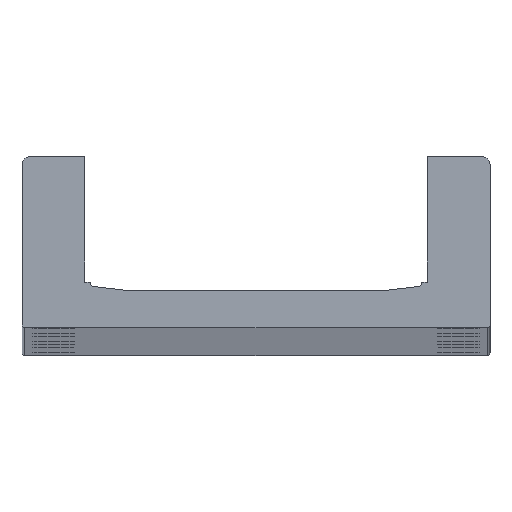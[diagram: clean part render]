
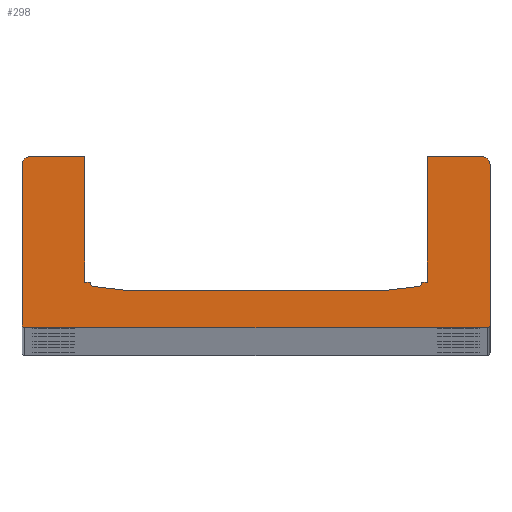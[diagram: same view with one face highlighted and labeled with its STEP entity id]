
A CAD part, top view. The second image highlights one B-rep face of the part: STEP entity #298.
In plain terms, the highlighted planar face has unit normal (0, 0, 1).
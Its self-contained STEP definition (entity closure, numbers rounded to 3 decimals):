
#298=ADVANCED_FACE('',(#837),#838,.T.);
#837=FACE_OUTER_BOUND('',#1409,.T.);
#838=PLANE('',#1410);
#1409=EDGE_LOOP('',(#3175,#3176,#3177,#3178,#3179,#3180,#3181,#3182,#3183,#3184,#3185,#3186,#3187,#3188,#3189,#3190,#3191,#3192,#3193,#3194));
#1410=AXIS2_PLACEMENT_3D('',#3195,#3196,#3197);
#3175=ORIENTED_EDGE('',*,*,#3847,.T.);
#3176=ORIENTED_EDGE('',*,*,#3851,.F.);
#3177=ORIENTED_EDGE('',*,*,#3852,.F.);
#3178=ORIENTED_EDGE('',*,*,#3853,.F.);
#3179=ORIENTED_EDGE('',*,*,#3854,.F.);
#3180=ORIENTED_EDGE('',*,*,#3855,.F.);
#3181=ORIENTED_EDGE('',*,*,#3856,.F.);
#3182=ORIENTED_EDGE('',*,*,#3857,.F.);
#3183=ORIENTED_EDGE('',*,*,#3832,.T.);
#3184=ORIENTED_EDGE('',*,*,#3836,.T.);
#3185=ORIENTED_EDGE('',*,*,#3839,.F.);
#3186=ORIENTED_EDGE('',*,*,#3842,.T.);
#3187=ORIENTED_EDGE('',*,*,#3844,.F.);
#3188=ORIENTED_EDGE('',*,*,#3823,.F.);
#3189=ORIENTED_EDGE('',*,*,#3821,.T.);
#3190=ORIENTED_EDGE('',*,*,#3846,.F.);
#3191=ORIENTED_EDGE('',*,*,#3828,.T.);
#3192=ORIENTED_EDGE('',*,*,#3858,.F.);
#3193=ORIENTED_EDGE('',*,*,#3859,.T.);
#3194=ORIENTED_EDGE('',*,*,#3860,.F.);
#3195=CARTESIAN_POINT('',(54.311,21.439,6000.0));
#3196=DIRECTION('',(0.0,0.0,1.0));
#3197=DIRECTION('',(1.0,0.0,0.0));
#3821=EDGE_CURVE('',#4654,#4652,#4655,.T.);
#3823=EDGE_CURVE('',#4654,#4657,#4658,.T.);
#3828=EDGE_CURVE('',#4667,#4665,#4668,.T.);
#3832=EDGE_CURVE('',#4675,#4673,#4676,.T.);
#3836=EDGE_CURVE('',#4673,#4680,#4682,.T.);
#3839=EDGE_CURVE('',#4685,#4680,#4687,.T.);
#3842=EDGE_CURVE('',#4685,#4690,#4692,.T.);
#3844=EDGE_CURVE('',#4657,#4690,#4694,.T.);
#3846=EDGE_CURVE('',#4667,#4652,#4696,.T.);
#3847=EDGE_CURVE('',#4697,#4698,#4699,.T.);
#3851=EDGE_CURVE('',#4705,#4698,#4706,.T.);
#3852=EDGE_CURVE('',#4707,#4705,#4708,.T.);
#3853=EDGE_CURVE('',#4709,#4707,#4710,.T.);
#3854=EDGE_CURVE('',#4711,#4709,#4712,.T.);
#3855=EDGE_CURVE('',#4713,#4711,#4714,.T.);
#3856=EDGE_CURVE('',#4715,#4713,#4716,.T.);
#3857=EDGE_CURVE('',#4675,#4715,#4717,.T.);
#3858=EDGE_CURVE('',#4718,#4665,#4719,.T.);
#3859=EDGE_CURVE('',#4718,#4720,#4721,.T.);
#3860=EDGE_CURVE('',#4697,#4720,#4722,.T.);
#4652=VERTEX_POINT('',#5742);
#4654=VERTEX_POINT('',#5745);
#4655=CIRCLE('',#5746,3.0);
#4657=VERTEX_POINT('',#5749);
#4658=LINE('',#5750,#5751);
#4665=VERTEX_POINT('',#5760);
#4667=VERTEX_POINT('',#5763);
#4668=CIRCLE('',#5764,1.0);
#4673=VERTEX_POINT('',#5771);
#4675=VERTEX_POINT('',#5774);
#4676=LINE('',#5775,#5776);
#4680=VERTEX_POINT('',#5781);
#4682=CIRCLE('',#5784,1.0);
#4685=VERTEX_POINT('',#5788);
#4687=LINE('',#5791,#5792);
#4690=VERTEX_POINT('',#5796);
#4692=LINE('',#5799,#5800);
#4694=LINE('',#5803,#5804);
#4696=LINE('',#5807,#5808);
#4697=VERTEX_POINT('',#5809);
#4698=VERTEX_POINT('',#5810);
#4699=CIRCLE('',#5811,3.0);
#4705=VERTEX_POINT('',#5819);
#4706=LINE('',#5820,#5821);
#4707=VERTEX_POINT('',#5822);
#4708=LINE('',#5823,#5824);
#4709=VERTEX_POINT('',#5825);
#4710=LINE('',#5826,#5827);
#4711=VERTEX_POINT('',#5828);
#4712=LINE('',#5829,#5830);
#4713=VERTEX_POINT('',#5831);
#4714=CIRCLE('',#5832,1.0);
#4715=VERTEX_POINT('',#5833);
#4716=LINE('',#5834,#5835);
#4717=LINE('',#5836,#5837);
#4718=VERTEX_POINT('',#5838);
#4719=LINE('',#5839,#5840);
#4720=VERTEX_POINT('',#5841);
#4721=CIRCLE('',#5842,1.0);
#4722=LINE('',#5843,#5844);
#5742=CARTESIAN_POINT('',(-87.5,61.0,6000.0));
#5745=CARTESIAN_POINT('',(-84.5,64.0,6000.0));
#5746=AXIS2_PLACEMENT_3D('',#6903,#6904,#6905);
#5749=CARTESIAN_POINT('',(-64.0,64.0,6000.0));
#5750=CARTESIAN_POINT('',(-87.5,64.0,6000.0));
#5751=VECTOR('',#6907,1.0);
#5760=CARTESIAN_POINT('',(-86.5,0.,6000.0));
#5763=CARTESIAN_POINT('',(-87.5,1.0,6000.0));
#5764=AXIS2_PLACEMENT_3D('',#6914,#6915,#6916);
#5771=CARTESIAN_POINT('',(-61.115,15.398,6000.0));
#5774=CARTESIAN_POINT('',(-49.0,14.0,6000.0));
#5775=CARTESIAN_POINT('',(-49.0,14.0,6000.0));
#5776=VECTOR('',#6920,1.0);
#5781=CARTESIAN_POINT('',(-62.0,16.391,6000.0));
#5784=AXIS2_PLACEMENT_3D('',#6926,#6927,#6928);
#5788=CARTESIAN_POINT('',(-62.0,17.0,6000.0));
#5791=CARTESIAN_POINT('',(-62.0,17.0,6000.0));
#5792=VECTOR('',#6931,1.0);
#5796=CARTESIAN_POINT('',(-64.0,17.0,6000.0));
#5799=CARTESIAN_POINT('',(-62.0,17.0,6000.0));
#5800=VECTOR('',#6934,1.0);
#5803=CARTESIAN_POINT('',(-64.0,64.0,6000.0));
#5804=VECTOR('',#6936,1.0);
#5807=CARTESIAN_POINT('',(-87.5,0.0,6000.0));
#5808=VECTOR('',#6938,1.0);
#5809=CARTESIAN_POINT('',(87.5,61.0,6000.0));
#5810=CARTESIAN_POINT('',(84.5,64.0,6000.0));
#5811=AXIS2_PLACEMENT_3D('',#6939,#6940,#6941);
#5819=CARTESIAN_POINT('',(64.0,64.0,6000.0));
#5820=CARTESIAN_POINT('',(87.5,64.0,6000.0));
#5821=VECTOR('',#6947,1.0);
#5822=CARTESIAN_POINT('',(64.0,17.0,6000.0));
#5823=CARTESIAN_POINT('',(64.0,64.0,6000.0));
#5824=VECTOR('',#6948,1.0);
#5825=CARTESIAN_POINT('',(62.0,17.0,6000.0));
#5826=CARTESIAN_POINT('',(62.0,17.0,6000.0));
#5827=VECTOR('',#6949,1.0);
#5828=CARTESIAN_POINT('',(62.0,16.391,6000.0));
#5829=CARTESIAN_POINT('',(62.0,17.0,6000.0));
#5830=VECTOR('',#6950,1.0);
#5831=CARTESIAN_POINT('',(61.115,15.398,6000.0));
#5832=AXIS2_PLACEMENT_3D('',#6951,#6952,#6953);
#5833=CARTESIAN_POINT('',(49.0,14.0,6000.0));
#5834=CARTESIAN_POINT('',(49.0,14.0,6000.0));
#5835=VECTOR('',#6954,1.0);
#5836=CARTESIAN_POINT('',(-64.0,14.0,6000.0));
#5837=VECTOR('',#6955,1.0);
#5838=CARTESIAN_POINT('',(86.5,0.,6000.0));
#5839=CARTESIAN_POINT('',(0.0,0.0,6000.0));
#5840=VECTOR('',#6956,1.0);
#5841=CARTESIAN_POINT('',(87.5,1.0,6000.0));
#5842=AXIS2_PLACEMENT_3D('',#6957,#6958,#6959);
#5843=CARTESIAN_POINT('',(87.5,0.0,6000.0));
#5844=VECTOR('',#6960,1.0);
#6903=CARTESIAN_POINT('',(-84.5,61.0,6000.0));
#6904=DIRECTION('',(0.,0.0,1.0));
#6905=DIRECTION('',(-1.0,0.0,0.));
#6907=DIRECTION('',(1.0,0.0,0.));
#6914=CARTESIAN_POINT('',(-86.5,1.0,6000.0));
#6915=DIRECTION('',(0.,0.0,1.0));
#6916=DIRECTION('',(0.,-1.0,0.));
#6920=DIRECTION('',(-0.993,0.115,0.));
#6926=CARTESIAN_POINT('',(-61.0,16.391,6000.0));
#6927=DIRECTION('',(0.,0.0,-1.0));
#6928=DIRECTION('',(-1.0,0.0,0.));
#6931=DIRECTION('',(0.0,-1.0,0.0));
#6934=DIRECTION('',(-1.0,0.0,0.));
#6936=DIRECTION('',(0.,-1.0,0.));
#6938=DIRECTION('',(0.0,1.0,0.0));
#6939=CARTESIAN_POINT('',(84.5,61.0,6000.0));
#6940=DIRECTION('',(0.0,0.0,1.0));
#6941=DIRECTION('',(1.0,0.0,0.0));
#6947=DIRECTION('',(1.0,0.0,0.0));
#6948=DIRECTION('',(0.,1.0,0.0));
#6949=DIRECTION('',(1.0,0.0,0.0));
#6950=DIRECTION('',(0.0,1.0,0.0));
#6951=CARTESIAN_POINT('',(61.0,16.391,6000.0));
#6952=DIRECTION('',(0.0,0.0,1.0));
#6953=DIRECTION('',(1.0,0.0,0.0));
#6954=DIRECTION('',(0.993,0.115,0.0));
#6955=DIRECTION('',(1.0,0.,0.));
#6956=DIRECTION('',(-1.0,-0.0,-0.0));
#6957=CARTESIAN_POINT('',(86.5,1.0,6000.0));
#6958=DIRECTION('',(0.0,0.0,1.0));
#6959=DIRECTION('',(0.,-1.0,0.0));
#6960=DIRECTION('',(-0.0,-1.0,-0.0));
